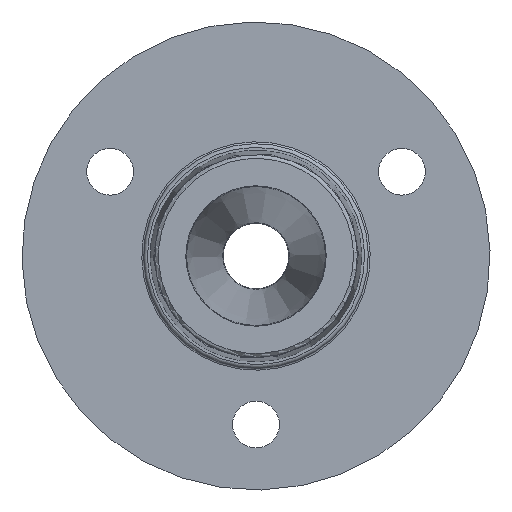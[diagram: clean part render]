
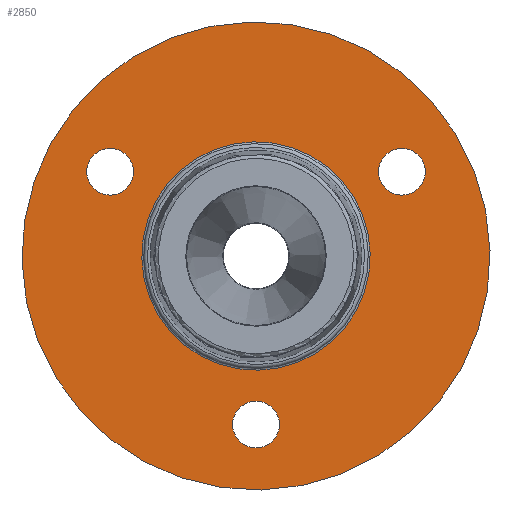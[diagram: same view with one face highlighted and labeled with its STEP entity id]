
A CAD part, front view. The second image highlights one B-rep face of the part: STEP entity #2850.
In plain terms, the highlighted planar face has unit normal (0, -1, 0).
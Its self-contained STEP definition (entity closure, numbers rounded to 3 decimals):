
#29=FACE_BOUND('',#379,.T.);
#30=FACE_BOUND('',#380,.T.);
#31=FACE_BOUND('',#381,.T.);
#32=FACE_BOUND('',#382,.T.);
#48=PLANE('',#3061);
#211=FACE_OUTER_BOUND('',#378,.T.);
#378=EDGE_LOOP('',(#2185));
#379=EDGE_LOOP('',(#2186));
#380=EDGE_LOOP('',(#2187));
#381=EDGE_LOOP('',(#2188));
#382=EDGE_LOOP('',(#2189));
#1225=CIRCLE('',#3014,25.);
#1255=CIRCLE('',#3062,12.2);
#1256=CIRCLE('',#3063,2.5);
#1257=CIRCLE('',#3064,2.5);
#1258=CIRCLE('',#3065,2.5);
#1295=VERTEX_POINT('',#4054);
#1430=VERTEX_POINT('',#4350);
#1431=VERTEX_POINT('',#4352);
#1432=VERTEX_POINT('',#4354);
#1433=VERTEX_POINT('',#4356);
#1582=EDGE_CURVE('',#1295,#1295,#1225,.T.);
#1724=EDGE_CURVE('',#1430,#1430,#1255,.F.);
#1725=EDGE_CURVE('',#1431,#1431,#1256,.T.);
#1726=EDGE_CURVE('',#1432,#1432,#1257,.T.);
#1727=EDGE_CURVE('',#1433,#1433,#1258,.T.);
#2185=ORIENTED_EDGE('',*,*,#1582,.F.);
#2186=ORIENTED_EDGE('',*,*,#1724,.F.);
#2187=ORIENTED_EDGE('',*,*,#1725,.T.);
#2188=ORIENTED_EDGE('',*,*,#1726,.T.);
#2189=ORIENTED_EDGE('',*,*,#1727,.T.);
#2850=ADVANCED_FACE('',(#211,#29,#30,#31,#32),#48,.F.);
#3014=AXIS2_PLACEMENT_3D('',#4056,#3267,#3268);
#3061=AXIS2_PLACEMENT_3D('',#4349,#3473,#3474);
#3062=AXIS2_PLACEMENT_3D('',#4351,#3475,#3476);
#3063=AXIS2_PLACEMENT_3D('',#4353,#3477,#3478);
#3064=AXIS2_PLACEMENT_3D('',#4355,#3479,#3480);
#3065=AXIS2_PLACEMENT_3D('',#4357,#3481,#3482);
#3267=DIRECTION('center_axis',(0.,1.,0.));
#3268=DIRECTION('ref_axis',(0.,0.,-1.));
#3473=DIRECTION('center_axis',(0.,1.,0.));
#3474=DIRECTION('ref_axis',(1.,0.,0.));
#3475=DIRECTION('center_axis',(0.,1.,0.));
#3476=DIRECTION('ref_axis',(0.,0.,-1.));
#3477=DIRECTION('center_axis',(0.,1.,0.));
#3478=DIRECTION('ref_axis',(0.,0.,-1.));
#3479=DIRECTION('center_axis',(0.,1.,0.));
#3480=DIRECTION('ref_axis',(0.,0.,-1.));
#3481=DIRECTION('center_axis',(0.,1.,0.));
#3482=DIRECTION('ref_axis',(0.,0.,-1.));
#4054=CARTESIAN_POINT('',(-11.986,-5.,-21.94));
#4056=CARTESIAN_POINT('Origin',(0.,-5.,0.));
#4349=CARTESIAN_POINT('Origin',(0.,-5.,12.));
#4350=CARTESIAN_POINT('',(5.849,-5.,10.707));
#4351=CARTESIAN_POINT('Origin',(0.,-5.,0.));
#4352=CARTESIAN_POINT('',(-13.088,-5.,9.));
#4353=CARTESIAN_POINT('Origin',(-15.588,-5.,9.));
#4354=CARTESIAN_POINT('',(18.088,-5.,9.));
#4355=CARTESIAN_POINT('Origin',(15.588,-5.,9.));
#4356=CARTESIAN_POINT('',(2.5,-5.,-18.));
#4357=CARTESIAN_POINT('Origin',(0.,-5.,-18.));
